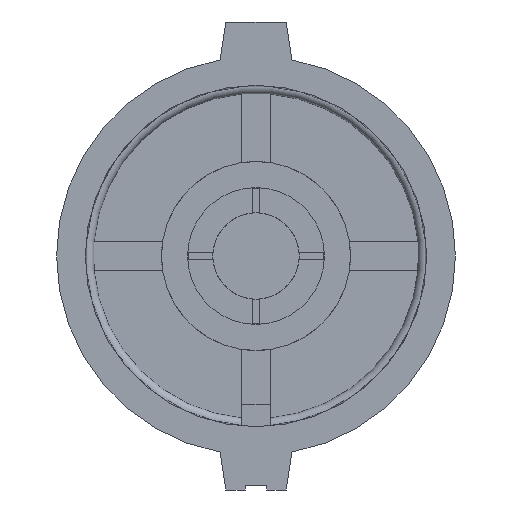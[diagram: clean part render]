
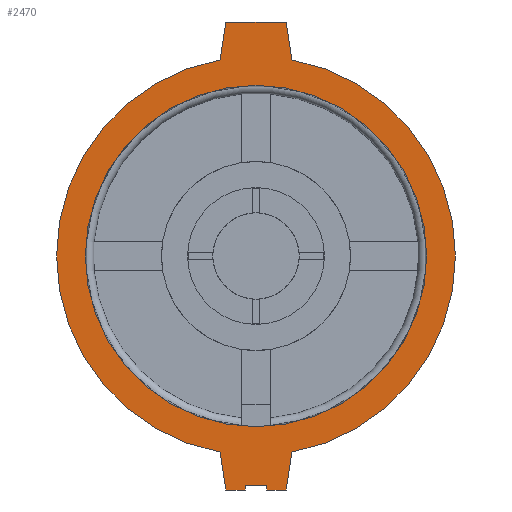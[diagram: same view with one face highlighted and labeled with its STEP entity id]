
A CAD part, front view. The second image highlights one B-rep face of the part: STEP entity #2470.
In plain terms, the highlighted planar face has unit normal (0, -1, 0).
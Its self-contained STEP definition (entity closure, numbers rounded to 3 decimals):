
#15 = DIRECTION ( 'NONE',  ( 0., -1., 0. ) ) ;
#38 = DIRECTION ( 'NONE',  ( 0., 0., -1. ) ) ;
#50 = AXIS2_PLACEMENT_3D ( 'NONE', #3483, #762, #3953 ) ;
#65 = CARTESIAN_POINT ( 'NONE',  ( 2.1, -2.8, -16.25 ) ) ;
#189 = EDGE_CURVE ( 'NONE', #2995, #391, #574, .T. ) ;
#199 = VECTOR ( 'NONE', #3828, 1000. ) ;
#211 = EDGE_CURVE ( 'NONE', #1284, #4638, #1200, .T. ) ;
#305 = CARTESIAN_POINT ( 'NONE',  ( 2.1, -2.8, 16.25 ) ) ;
#323 = VERTEX_POINT ( 'NONE', #3053 ) ;
#363 = CARTESIAN_POINT ( 'NONE',  ( -2.65, -2.8, -12.523 ) ) ;
#364 = CARTESIAN_POINT ( 'NONE',  ( -2.1, -2.8, 16.25 ) ) ;
#390 = DIRECTION ( 'NONE',  ( 0., 0., -1. ) ) ;
#391 = VERTEX_POINT ( 'NONE', #2691 ) ;
#410 = ORIENTED_EDGE ( 'NONE', *, *, #721, .F. ) ;
#535 = DIRECTION ( 'NONE',  ( 0.146, 0., -0.989 ) ) ;
#550 = EDGE_CURVE ( 'NONE', #4352, #2257, #774, .T. ) ;
#558 = EDGE_LOOP ( 'NONE', ( #4937 ) ) ;
#574 = LINE ( 'NONE', #4411, #5410 ) ;
#654 = CARTESIAN_POINT ( 'NONE',  ( 2.487, -2.8, 13.625 ) ) ;
#655 = LINE ( 'NONE', #4197, #4417 ) ;
#694 = EDGE_CURVE ( 'NONE', #2241, #1284, #655, .T. ) ;
#703 = ORIENTED_EDGE ( 'NONE', *, *, #211, .F. ) ;
#721 = EDGE_CURVE ( 'NONE', #5866, #4352, #3729, .T. ) ;
#762 = DIRECTION ( 'NONE',  ( 0., -1., 0. ) ) ;
#774 = LINE ( 'NONE', #364, #4561 ) ;
#865 = CARTESIAN_POINT ( 'NONE',  ( -2.1, -2.8, 16.25 ) ) ;
#979 = DIRECTION ( 'NONE',  ( -0.146, 0., -0.989 ) ) ;
#1009 = DIRECTION ( 'NONE',  ( 0., 0., -1. ) ) ;
#1033 = EDGE_CURVE ( 'NONE', #3983, #5363, #4362, .T. ) ;
#1200 = LINE ( 'NONE', #363, #2418 ) ;
#1255 = ORIENTED_EDGE ( 'NONE', *, *, #3840, .F. ) ;
#1284 = VERTEX_POINT ( 'NONE', #5180 ) ;
#1288 = VECTOR ( 'NONE', #4706, 1000. ) ;
#1431 = CARTESIAN_POINT ( 'NONE',  ( 2.1, -2.8, 16.25 ) ) ;
#1446 = CIRCLE ( 'NONE', #50, 11.85 ) ;
#1559 = CARTESIAN_POINT ( 'NONE',  ( 0.75, -2.8, -15.95 ) ) ;
#1639 = FACE_BOUND ( 'NONE', #558, .T. ) ;
#1730 = DIRECTION ( 'NONE',  ( 1., 0., 0. ) ) ;
#1806 = ORIENTED_EDGE ( 'NONE', *, *, #1033, .T. ) ;
#1837 = DIRECTION ( 'NONE',  ( 0., 0., -1. ) ) ;
#1858 = ORIENTED_EDGE ( 'NONE', *, *, #5664, .F. ) ;
#1878 = ORIENTED_EDGE ( 'NONE', *, *, #3658, .F. ) ;
#2084 = CARTESIAN_POINT ( 'NONE',  ( -0.75, -2.8, -15.95 ) ) ;
#2093 = CARTESIAN_POINT ( 'NONE',  ( 2.487, -2.8, -13.625 ) ) ;
#2182 = VECTOR ( 'NONE', #535, 1000. ) ;
#2241 = VERTEX_POINT ( 'NONE', #4844 ) ;
#2257 = VERTEX_POINT ( 'NONE', #305 ) ;
#2418 = VECTOR ( 'NONE', #3056, 1000. ) ;
#2465 = DIRECTION ( 'NONE',  ( 0., -1., 0. ) ) ;
#2470 = ADVANCED_FACE ( 'NONE', ( #5281, #1639 ), #5045, .T. ) ;
#2691 = CARTESIAN_POINT ( 'NONE',  ( 0.75, -2.8, -16.25 ) ) ;
#2727 = VERTEX_POINT ( 'NONE', #2084 ) ;
#2862 = AXIS2_PLACEMENT_3D ( 'NONE', #5201, #2465, #5669 ) ;
#2864 = ORIENTED_EDGE ( 'NONE', *, *, #3750, .T. ) ;
#2903 = AXIS2_PLACEMENT_3D ( 'NONE', #3657, #15, #38 ) ;
#2995 = VERTEX_POINT ( 'NONE', #3581 ) ;
#3036 = DIRECTION ( 'NONE',  ( -1., 0., 0. ) ) ;
#3053 = CARTESIAN_POINT ( 'NONE',  ( 0., -2.8, -11.85 ) ) ;
#3056 = DIRECTION ( 'NONE',  ( -0.146, 0., 0.989 ) ) ;
#3095 = DIRECTION ( 'NONE',  ( 0., -1., 0. ) ) ;
#3097 = VECTOR ( 'NONE', #1837, 1000. ) ;
#3100 = VERTEX_POINT ( 'NONE', #4386 ) ;
#3359 = CARTESIAN_POINT ( 'NONE',  ( -2.487, -2.8, -13.625 ) ) ;
#3483 = CARTESIAN_POINT ( 'NONE',  ( 0., -2.8, 0. ) ) ;
#3504 = AXIS2_PLACEMENT_3D ( 'NONE', #5860, #3095, #390 ) ;
#3581 = CARTESIAN_POINT ( 'NONE',  ( 2.1, -2.8, -16.25 ) ) ;
#3657 = CARTESIAN_POINT ( 'NONE',  ( 13.85, -2.8, 0. ) ) ;
#3658 = EDGE_CURVE ( 'NONE', #2727, #2241, #5554, .T. ) ;
#3729 = LINE ( 'NONE', #5125, #1288 ) ;
#3739 = CARTESIAN_POINT ( 'NONE',  ( 0.75, -2.8, -15.95 ) ) ;
#3750 = EDGE_CURVE ( 'NONE', #3100, #391, #5121, .T. ) ;
#3800 = ORIENTED_EDGE ( 'NONE', *, *, #550, .F. ) ;
#3828 = DIRECTION ( 'NONE',  ( -1., 0., 0. ) ) ;
#3840 = EDGE_CURVE ( 'NONE', #3100, #2727, #5055, .T. ) ;
#3891 = VECTOR ( 'NONE', #1009, 1000. ) ;
#3953 = DIRECTION ( 'NONE',  ( 0., 0., -1. ) ) ;
#3983 = VERTEX_POINT ( 'NONE', #2093 ) ;
#4026 = VECTOR ( 'NONE', #979, 1000. ) ;
#4197 = CARTESIAN_POINT ( 'NONE',  ( -2.1, -2.8, -16.25 ) ) ;
#4238 = EDGE_CURVE ( 'NONE', #3983, #2995, #5389, .T. ) ;
#4352 = VERTEX_POINT ( 'NONE', #865 ) ;
#4362 = CIRCLE ( 'NONE', #3504, 13.85 ) ;
#4386 = CARTESIAN_POINT ( 'NONE',  ( 0.75, -2.8, -15.95 ) ) ;
#4411 = CARTESIAN_POINT ( 'NONE',  ( -2.1, -2.8, -16.25 ) ) ;
#4417 = VECTOR ( 'NONE', #5551, 1000. ) ;
#4555 = ORIENTED_EDGE ( 'NONE', *, *, #189, .F. ) ;
#4561 = VECTOR ( 'NONE', #1730, 1000. ) ;
#4563 = CARTESIAN_POINT ( 'NONE',  ( -0.75, -2.8, -15.95 ) ) ;
#4572 = ORIENTED_EDGE ( 'NONE', *, *, #5331, .T. ) ;
#4638 = VERTEX_POINT ( 'NONE', #3359 ) ;
#4669 = ORIENTED_EDGE ( 'NONE', *, *, #694, .F. ) ;
#4706 = DIRECTION ( 'NONE',  ( 0.146, 0., 0.989 ) ) ;
#4746 = ORIENTED_EDGE ( 'NONE', *, *, #4238, .F. ) ;
#4774 = LINE ( 'NONE', #1431, #2182 ) ;
#4844 = CARTESIAN_POINT ( 'NONE',  ( -0.75, -2.8, -16.25 ) ) ;
#4845 = CARTESIAN_POINT ( 'NONE',  ( -2.487, -2.8, 13.625 ) ) ;
#4937 = ORIENTED_EDGE ( 'NONE', *, *, #4969, .F. ) ;
#4969 = EDGE_CURVE ( 'NONE', #323, #323, #1446, .T. ) ;
#5045 = PLANE ( 'NONE',  #2903 ) ;
#5055 = LINE ( 'NONE', #1559, #199 ) ;
#5121 = LINE ( 'NONE', #3739, #3891 ) ;
#5125 = CARTESIAN_POINT ( 'NONE',  ( -2.1, -2.8, 16.25 ) ) ;
#5180 = CARTESIAN_POINT ( 'NONE',  ( -2.1, -2.8, -16.25 ) ) ;
#5201 = CARTESIAN_POINT ( 'NONE',  ( 0., -2.8, 0. ) ) ;
#5281 = FACE_OUTER_BOUND ( 'NONE', #5840, .T. ) ;
#5331 = EDGE_CURVE ( 'NONE', #5866, #4638, #5420, .T. ) ;
#5363 = VERTEX_POINT ( 'NONE', #654 ) ;
#5389 = LINE ( 'NONE', #65, #4026 ) ;
#5410 = VECTOR ( 'NONE', #3036, 1000. ) ;
#5420 = CIRCLE ( 'NONE', #2862, 13.85 ) ;
#5551 = DIRECTION ( 'NONE',  ( -1., 0., 0. ) ) ;
#5554 = LINE ( 'NONE', #4563, #3097 ) ;
#5664 = EDGE_CURVE ( 'NONE', #2257, #5363, #4774, .T. ) ;
#5669 = DIRECTION ( 'NONE',  ( 0., 0., -1. ) ) ;
#5840 = EDGE_LOOP ( 'NONE', ( #2864, #4555, #4746, #1806, #1858, #3800, #410, #4572, #703, #4669, #1878, #1255 ) ) ;
#5860 = CARTESIAN_POINT ( 'NONE',  ( 0., -2.8, 0. ) ) ;
#5866 = VERTEX_POINT ( 'NONE', #4845 ) ;
